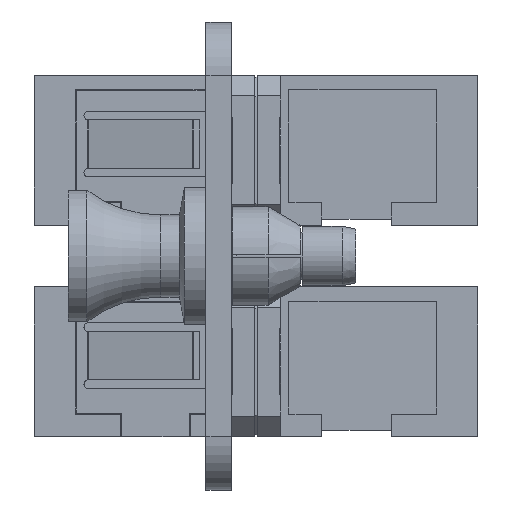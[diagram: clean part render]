
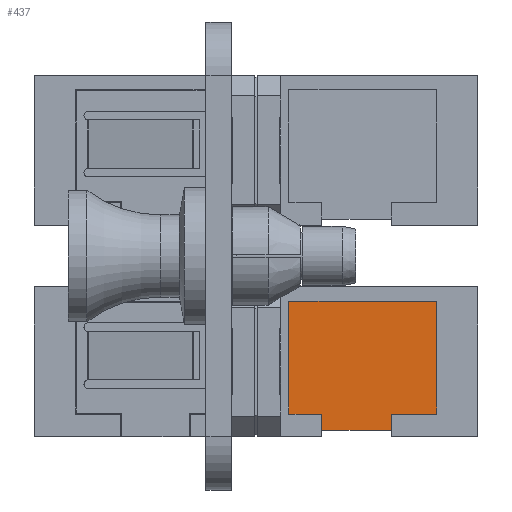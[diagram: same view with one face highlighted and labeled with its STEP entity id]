
A CAD part, left-side view. The second image highlights one B-rep face of the part: STEP entity #437.
In plain terms, the highlighted face is planar.
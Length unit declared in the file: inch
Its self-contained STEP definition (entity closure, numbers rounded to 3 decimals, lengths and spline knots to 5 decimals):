
#322 = VERTEX_POINT ( 'NONE', #1167 ) ;
#325 = EDGE_CURVE ( 'NONE', #327, #322, #1173, .T. ) ;
#327 = VERTEX_POINT ( 'NONE', #1177 ) ;
#339 = EDGE_CURVE ( 'NONE', #342, #11233, #1162, .T. ) ;
#342 = VERTEX_POINT ( 'NONE', #1206 ) ;
#354 = EDGE_CURVE ( 'NONE', #342, #322, #1254, .T. ) ;
#373 = ORIENTED_EDGE ( 'NONE', *, *, #339, .T. ) ;
#414 = ORIENTED_EDGE ( 'NONE', *, *, #416, .T. ) ;
#415 = EDGE_CURVE ( 'NONE', #420, #418, #1304, .T. ) ;
#416 = EDGE_CURVE ( 'NONE', #11233, #420, #1301, .T. ) ;
#417 = VERTEX_POINT ( 'NONE', #1300 ) ;
#418 = VERTEX_POINT ( 'NONE', #1299 ) ;
#420 = VERTEX_POINT ( 'NONE', #1321 ) ;
#421 = ORIENTED_EDGE ( 'NONE', *, *, #423, .T. ) ;
#422 = ORIENTED_EDGE ( 'NONE', *, *, #415, .T. ) ;
#423 = EDGE_CURVE ( 'NONE', #418, #417, #1292, .T. ) ;
#424 = VERTEX_POINT ( 'NONE', #1347 ) ;
#425 = ORIENTED_EDGE ( 'NONE', *, *, #427, .T. ) ;
#427 = EDGE_CURVE ( 'NONE', #417, #424, #1349, .T. ) ;
#429 = ORIENTED_EDGE ( 'NONE', *, *, #430, .T. ) ;
#430 = EDGE_CURVE ( 'NONE', #424, #327, #1294, .T. ) ;
#434 = EDGE_LOOP ( 'NONE', ( #373, #414, #422, #421, #425, #429, #483, #488 ) ) ;
#437 = ADVANCED_FACE ( 'NONE', ( #1343 ), #1329, .F. ) ;
#483 = ORIENTED_EDGE ( 'NONE', *, *, #325, .T. ) ;
#488 = ORIENTED_EDGE ( 'NONE', *, *, #354, .F. ) ;
#1162 = LINE ( 'NONE', #1205, #1204 ) ;
#1163 = DIRECTION ( 'NONE',  ( 0., 0., 1. ) ) ;
#1164 = VECTOR ( 'NONE', #1163, 39.37008 ) ;
#1167 = CARTESIAN_POINT ( 'NONE',  ( 0.4925, -0.16, 0.1675 ) ) ;
#1173 = LINE ( 'NONE', #1175, #1164 ) ;
#1175 = CARTESIAN_POINT ( 'NONE',  ( 0.4925, -0.16, 0.1275 ) ) ;
#1177 = CARTESIAN_POINT ( 'NONE',  ( 0.4925, -0.16, 0.1275 ) ) ;
#1192 = VECTOR ( 'NONE', #1249, 39.37008 ) ;
#1203 = DIRECTION ( 'NONE',  ( 0., 0., -1. ) ) ;
#1204 = VECTOR ( 'NONE', #1203, 39.37008 ) ;
#1205 = CARTESIAN_POINT ( 'NONE',  ( 0.4925, -0.33, 0.1275 ) ) ;
#1206 = CARTESIAN_POINT ( 'NONE',  ( 0.4925, -0.33, 0.1675 ) ) ;
#1249 = DIRECTION ( 'NONE',  ( 0., 1., 0. ) ) ;
#1253 = CARTESIAN_POINT ( 'NONE',  ( 0.4925, -0.16, 0.1675 ) ) ;
#1254 = LINE ( 'NONE', #1253, #1192 ) ;
#1290 = VECTOR ( 'NONE', #1345, 39.37008 ) ;
#1291 = CARTESIAN_POINT ( 'NONE',  ( 0.4925, -0.44, -0.1475 ) ) ;
#1292 = LINE ( 'NONE', #1291, #1290 ) ;
#1293 = CARTESIAN_POINT ( 'NONE',  ( 0.4925, -0.16, 0.1275 ) ) ;
#1294 = LINE ( 'NONE', #1293, #1339 ) ;
#1296 = DIRECTION ( 'NONE',  ( 0., -1., 0. ) ) ;
#1297 = VECTOR ( 'NONE', #1296, 39.37008 ) ;
#1298 = CARTESIAN_POINT ( 'NONE',  ( 0.4925, -0.44, 0.1275 ) ) ;
#1299 = CARTESIAN_POINT ( 'NONE',  ( 0.4925, -0.44, -0.1475 ) ) ;
#1300 = CARTESIAN_POINT ( 'NONE',  ( 0.4925, -0.08, -0.1475 ) ) ;
#1301 = LINE ( 'NONE', #1298, #1297 ) ;
#1302 = DIRECTION ( 'NONE',  ( 0., 0., -1. ) ) ;
#1303 = VECTOR ( 'NONE', #1302, 39.37008 ) ;
#1304 = LINE ( 'NONE', #1308, #1303 ) ;
#1308 = CARTESIAN_POINT ( 'NONE',  ( 0.4925, -0.44, 0.1275 ) ) ;
#1321 = CARTESIAN_POINT ( 'NONE',  ( 0.4925, -0.44, 0.1275 ) ) ;
#1326 = DIRECTION ( 'NONE',  ( 0., 0., -1. ) ) ;
#1329 = PLANE ( 'NONE',  #1342 ) ;
#1334 = DIRECTION ( 'NONE',  ( 0., -1., 0. ) ) ;
#1335 = DIRECTION ( 'NONE',  ( -1., 0., 0. ) ) ;
#1336 = CARTESIAN_POINT ( 'NONE',  ( 0.4925, -0.08, 0.1275 ) ) ;
#1339 = VECTOR ( 'NONE', #1334, 39.37008 ) ;
#1340 = DIRECTION ( 'NONE',  ( 0., 0., 1. ) ) ;
#1341 = VECTOR ( 'NONE', #1340, 39.37008 ) ;
#1342 = AXIS2_PLACEMENT_3D ( 'NONE', #1336, #1335, #1326 ) ;
#1343 = FACE_OUTER_BOUND ( 'NONE', #434, .T. ) ;
#1345 = DIRECTION ( 'NONE',  ( 0., 1., 0. ) ) ;
#1347 = CARTESIAN_POINT ( 'NONE',  ( 0.4925, -0.08, 0.1275 ) ) ;
#1348 = CARTESIAN_POINT ( 'NONE',  ( 0.4925, -0.08, 0.1275 ) ) ;
#1349 = LINE ( 'NONE', #1348, #1341 ) ;
#7168 = CARTESIAN_POINT ( 'NONE',  ( 0.4925, -0.33, 0.1275 ) ) ;
#11233 = VERTEX_POINT ( 'NONE', #7168 ) ;
